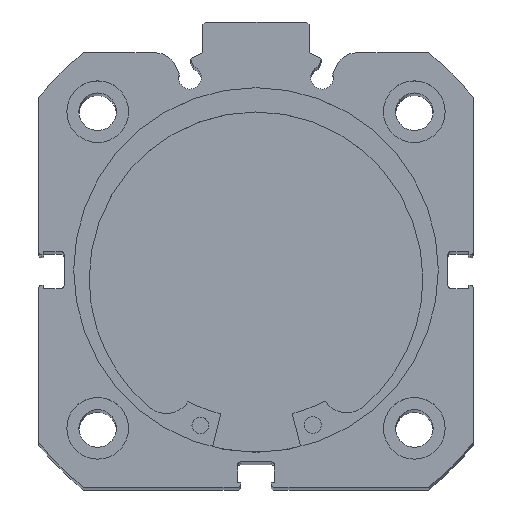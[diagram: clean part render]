
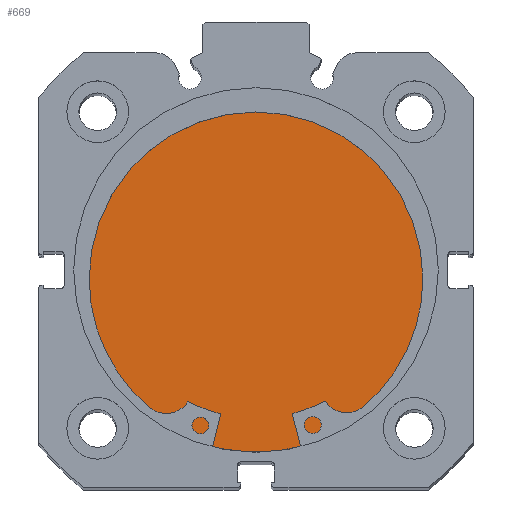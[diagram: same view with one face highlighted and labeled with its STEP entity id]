
A CAD part, top view. The second image highlights one B-rep face of the part: STEP entity #669.
In plain terms, the highlighted face is planar.
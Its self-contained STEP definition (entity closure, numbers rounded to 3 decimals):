
#4 = CARTESIAN_POINT ( 'NONE',  ( 9.5, 0., -32.5 ) ) ;
#65 = DIRECTION ( 'NONE',  ( -1., 0., 0. ) ) ;
#254 = CARTESIAN_POINT ( 'NONE',  ( 9.5, 32.5, 0. ) ) ;
#300 = PLANE ( 'NONE',  #6229 ) ;
#402 = DIRECTION ( 'NONE',  ( 0., 0., 1. ) ) ;
#495 = VERTEX_POINT ( 'NONE', #4 ) ;
#669 = ADVANCED_FACE ( 'NONE', ( #6751 ), #300, .F. ) ;
#1510 = ORIENTED_EDGE ( 'NONE', *, *, #6086, .F. ) ;
#1588 = ORIENTED_EDGE ( 'NONE', *, *, #6119, .F. ) ;
#1677 = EDGE_LOOP ( 'NONE', ( #1510, #1588 ) ) ;
#4162 = CIRCLE ( 'NONE', #6588, 32.5 ) ;
#4206 = CIRCLE ( 'NONE', #6605, 32.5 ) ;
#4732 = CARTESIAN_POINT ( 'NONE',  ( 9.5, 0., 0. ) ) ;
#4733 = DIRECTION ( 'NONE',  ( -1., 0., 0. ) ) ;
#4734 = DIRECTION ( 'NONE',  ( 0., 0., 1. ) ) ;
#4812 = CARTESIAN_POINT ( 'NONE',  ( 9.5, 0., 0. ) ) ;
#4822 = DIRECTION ( 'NONE',  ( -1., 0., 0. ) ) ;
#4823 = DIRECTION ( 'NONE',  ( 0., 0., 1. ) ) ;
#4970 = CARTESIAN_POINT ( 'NONE',  ( 9.5, 0., 32.5 ) ) ;
#6086 = EDGE_CURVE ( 'NONE', #6814, #495, #4162, .T. ) ;
#6119 = EDGE_CURVE ( 'NONE', #495, #6814, #4206, .T. ) ;
#6229 = AXIS2_PLACEMENT_3D ( 'NONE', #254, #65, #402 ) ;
#6588 = AXIS2_PLACEMENT_3D ( 'NONE', #4732, #4733, #4734 ) ;
#6605 = AXIS2_PLACEMENT_3D ( 'NONE', #4812, #4822, #4823 ) ;
#6751 = FACE_OUTER_BOUND ( 'NONE', #1677, .T. ) ;
#6814 = VERTEX_POINT ( 'NONE', #4970 ) ;
